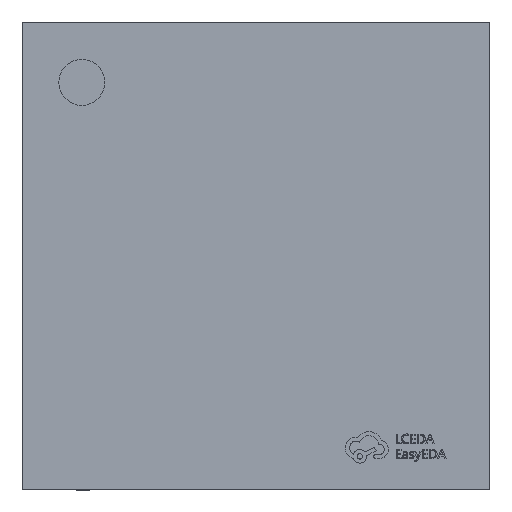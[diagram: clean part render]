
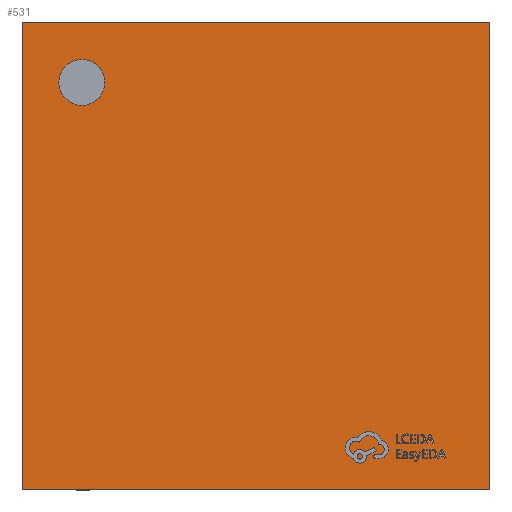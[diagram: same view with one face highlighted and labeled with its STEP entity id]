
A CAD part, top view. The second image highlights one B-rep face of the part: STEP entity #531.
In plain terms, the highlighted planar face has unit normal (0, 0, 1).
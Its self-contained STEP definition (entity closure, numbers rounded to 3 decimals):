
#203 = FACE_BOUND ( 'NONE', #20066, .T. ) ;
#230 = DIRECTION ( 'NONE',  ( -1., 0., 0. ) ) ;
#531 = ADVANCED_FACE ( 'NONE', ( #203, #30997 ), #21239, .T. ) ;
#751 = CARTESIAN_POINT ( 'NONE',  ( 3.5, 3.5, 0.48 ) ) ;
#1617 = VECTOR ( 'NONE', #7731, 1000. ) ;
#1871 = VERTEX_POINT ( 'NONE', #28480 ) ;
#2348 = EDGE_CURVE ( 'NONE', #26059, #9955, #5104, .T. ) ;
#3236 = ORIENTED_EDGE ( 'NONE', *, *, #2348, .T. ) ;
#3594 = DIRECTION ( 'NONE',  ( 1., 0., 0. ) ) ;
#3599 = CIRCLE ( 'NONE', #16668, 0.345 ) ;
#3924 = DIRECTION ( 'NONE',  ( 0., 0., 1. ) ) ;
#4943 = CARTESIAN_POINT ( 'NONE',  ( -3.5, -3.5, 0.48 ) ) ;
#5051 = LINE ( 'NONE', #25105, #11345 ) ;
#5104 = LINE ( 'NONE', #15206, #1617 ) ;
#6165 = VERTEX_POINT ( 'NONE', #18207 ) ;
#7094 = ORIENTED_EDGE ( 'NONE', *, *, #28386, .F. ) ;
#7731 = DIRECTION ( 'NONE',  ( 0., 1., 0. ) ) ;
#8717 = CARTESIAN_POINT ( 'NONE',  ( -2.613, 2.604, 0.48 ) ) ;
#9038 = EDGE_LOOP ( 'NONE', ( #3236, #25119, #23712, #30202 ) ) ;
#9133 = CARTESIAN_POINT ( 'NONE',  ( -2.613, 2.604, 0.48 ) ) ;
#9665 = CARTESIAN_POINT ( 'NONE',  ( -2.268, 2.604, 0.48 ) ) ;
#9955 = VERTEX_POINT ( 'NONE', #751 ) ;
#10012 = EDGE_CURVE ( 'NONE', #13308, #26059, #21804, .T. ) ;
#10509 = CARTESIAN_POINT ( 'NONE',  ( -3.5, 3.5, 0.48 ) ) ;
#11345 = VECTOR ( 'NONE', #14978, 1000. ) ;
#13308 = VERTEX_POINT ( 'NONE', #4943 ) ;
#14978 = DIRECTION ( 'NONE',  ( 0., -1., 0. ) ) ;
#15206 = CARTESIAN_POINT ( 'NONE',  ( 3.5, 3.5, 0.48 ) ) ;
#16662 = DIRECTION ( 'NONE',  ( 1., 0., 0. ) ) ;
#16668 = AXIS2_PLACEMENT_3D ( 'NONE', #9133, #19144, #16662 ) ;
#16836 = EDGE_CURVE ( 'NONE', #9955, #6165, #27663, .T. ) ;
#16920 = DIRECTION ( 'NONE',  ( 1., 0., 0. ) ) ;
#18207 = CARTESIAN_POINT ( 'NONE',  ( -3.5, 3.5, 0.48 ) ) ;
#18709 = DIRECTION ( 'NONE',  ( 0., 0., 1. ) ) ;
#19144 = DIRECTION ( 'NONE',  ( 0., 0., 1. ) ) ;
#19926 = VECTOR ( 'NONE', #230, 1000. ) ;
#20066 = EDGE_LOOP ( 'NONE', ( #26257, #7094 ) ) ;
#20464 = AXIS2_PLACEMENT_3D ( 'NONE', #31153, #3924, #3594 ) ;
#20845 = EDGE_CURVE ( 'NONE', #6165, #13308, #5051, .T. ) ;
#21239 = PLANE ( 'NONE',  #20464 ) ;
#21804 = LINE ( 'NONE', #24075, #25858 ) ;
#23595 = VERTEX_POINT ( 'NONE', #9665 ) ;
#23712 = ORIENTED_EDGE ( 'NONE', *, *, #20845, .T. ) ;
#24075 = CARTESIAN_POINT ( 'NONE',  ( -3.5, -3.5, 0.48 ) ) ;
#25105 = CARTESIAN_POINT ( 'NONE',  ( -3.5, 3.5, 0.48 ) ) ;
#25119 = ORIENTED_EDGE ( 'NONE', *, *, #16836, .T. ) ;
#25858 = VECTOR ( 'NONE', #16920, 1000. ) ;
#26059 = VERTEX_POINT ( 'NONE', #26941 ) ;
#26257 = ORIENTED_EDGE ( 'NONE', *, *, #26364, .F. ) ;
#26364 = EDGE_CURVE ( 'NONE', #23595, #1871, #3599, .T. ) ;
#26941 = CARTESIAN_POINT ( 'NONE',  ( 3.5, -3.5, 0.48 ) ) ;
#27080 = CIRCLE ( 'NONE', #27105, 0.345 ) ;
#27105 = AXIS2_PLACEMENT_3D ( 'NONE', #8717, #18709, #31205 ) ;
#27663 = LINE ( 'NONE', #10509, #19926 ) ;
#28386 = EDGE_CURVE ( 'NONE', #1871, #23595, #27080, .T. ) ;
#28480 = CARTESIAN_POINT ( 'NONE',  ( -2.958, 2.604, 0.48 ) ) ;
#30202 = ORIENTED_EDGE ( 'NONE', *, *, #10012, .T. ) ;
#30997 = FACE_OUTER_BOUND ( 'NONE', #9038, .T. ) ;
#31153 = CARTESIAN_POINT ( 'NONE',  ( 0., 0., 0.48 ) ) ;
#31205 = DIRECTION ( 'NONE',  ( 1., 0., 0. ) ) ;
